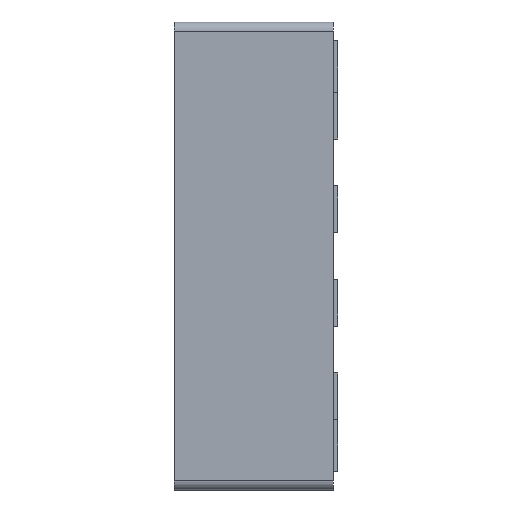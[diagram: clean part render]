
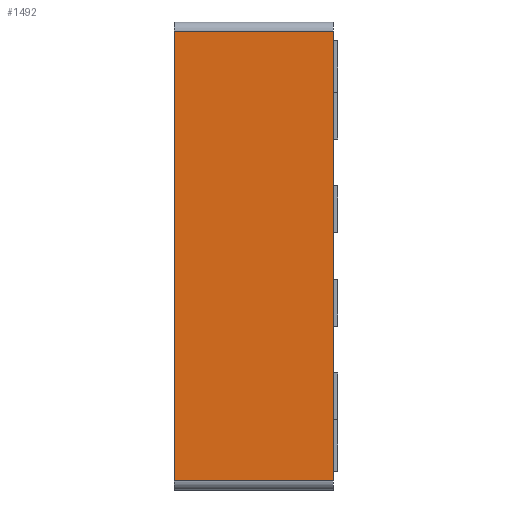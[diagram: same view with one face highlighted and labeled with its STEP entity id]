
A CAD part, left-side view. The second image highlights one B-rep face of the part: STEP entity #1492.
In plain terms, the highlighted planar face has unit normal (-1, 0, 0).
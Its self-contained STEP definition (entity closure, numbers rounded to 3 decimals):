
#429 = ORIENTED_EDGE ( 'NONE', *, *, #3089, .T. ) ;
#789 = DIRECTION ( 'NONE',  ( 0., 1., 0. ) ) ;
#886 = CARTESIAN_POINT ( 'NONE',  ( -1.5, 0.06, -1.25 ) ) ;
#1031 = AXIS2_PLACEMENT_3D ( 'NONE', #2198, #3354, #6718 ) ;
#1087 = PLANE ( 'NONE',  #1031 ) ;
#1224 = CARTESIAN_POINT ( 'NONE',  ( -1.5, 0.91, -1.25 ) ) ;
#1397 = CARTESIAN_POINT ( 'NONE',  ( -1.5, 0.06, 1.2 ) ) ;
#1448 = CARTESIAN_POINT ( 'NONE',  ( -1.5, 0.91, -1.2 ) ) ;
#1492 = ADVANCED_FACE ( 'NONE', ( #1566 ), #1087, .F. ) ;
#1566 = FACE_OUTER_BOUND ( 'NONE', #3238, .T. ) ;
#1641 = ORIENTED_EDGE ( 'NONE', *, *, #5730, .F. ) ;
#1903 = VECTOR ( 'NONE', #789, 1000. ) ;
#2060 = CARTESIAN_POINT ( 'NONE',  ( -1.5, 0.06, -1.2 ) ) ;
#2078 = CARTESIAN_POINT ( 'NONE',  ( -1.5, 0.91, -1.2 ) ) ;
#2084 = ORIENTED_EDGE ( 'NONE', *, *, #4063, .T. ) ;
#2198 = CARTESIAN_POINT ( 'NONE',  ( -1.5, 0.91, -1.25 ) ) ;
#2464 = VECTOR ( 'NONE', #5330, 1000. ) ;
#2599 = LINE ( 'NONE', #2078, #5498 ) ;
#2615 = LINE ( 'NONE', #886, #2464 ) ;
#3089 = EDGE_CURVE ( 'NONE', #5101, #3883, #2599, .T. ) ;
#3238 = EDGE_LOOP ( 'NONE', ( #2084, #3993, #1641, #429 ) ) ;
#3354 = DIRECTION ( 'NONE',  ( 1., 0., 0. ) ) ;
#3692 = LINE ( 'NONE', #7034, #1903 ) ;
#3709 = CARTESIAN_POINT ( 'NONE',  ( -1.5, 0.91, 1.2 ) ) ;
#3883 = VERTEX_POINT ( 'NONE', #2060 ) ;
#3993 = ORIENTED_EDGE ( 'NONE', *, *, #5004, .T. ) ;
#4063 = EDGE_CURVE ( 'NONE', #3883, #5897, #2615, .T. ) ;
#4612 = DIRECTION ( 'NONE',  ( 0., 0., 1. ) ) ;
#4844 = DIRECTION ( 'NONE',  ( 0., -1., 0. ) ) ;
#5004 = EDGE_CURVE ( 'NONE', #5897, #6815, #3692, .T. ) ;
#5101 = VERTEX_POINT ( 'NONE', #1448 ) ;
#5330 = DIRECTION ( 'NONE',  ( 0., 0., 1. ) ) ;
#5498 = VECTOR ( 'NONE', #4844, 1000. ) ;
#5676 = LINE ( 'NONE', #1224, #7186 ) ;
#5730 = EDGE_CURVE ( 'NONE', #5101, #6815, #5676, .T. ) ;
#5897 = VERTEX_POINT ( 'NONE', #1397 ) ;
#6718 = DIRECTION ( 'NONE',  ( 0., 0., -1. ) ) ;
#6815 = VERTEX_POINT ( 'NONE', #3709 ) ;
#7034 = CARTESIAN_POINT ( 'NONE',  ( -1.5, 0.91, 1.2 ) ) ;
#7186 = VECTOR ( 'NONE', #4612, 1000. ) ;
